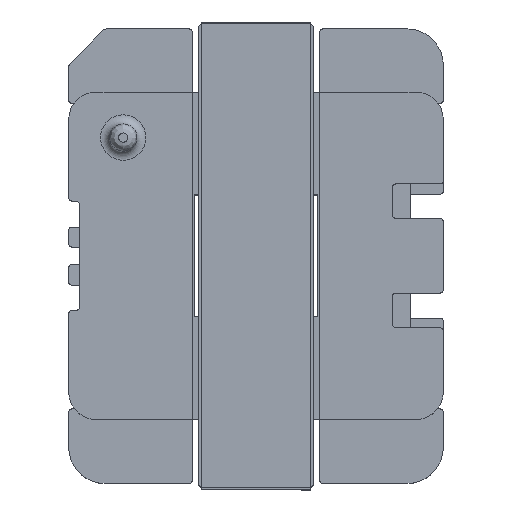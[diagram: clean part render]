
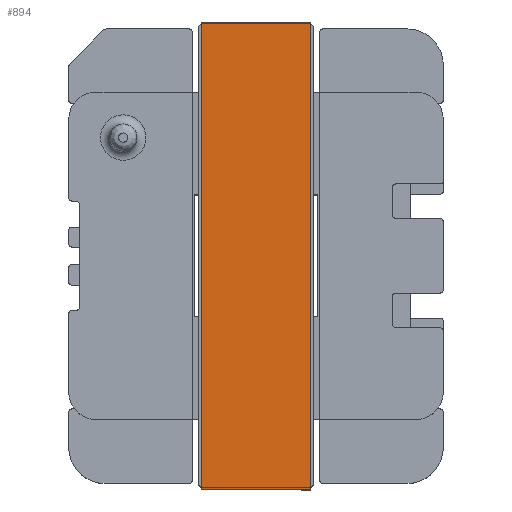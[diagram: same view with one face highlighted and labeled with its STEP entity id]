
A CAD part, top view. The second image highlights one B-rep face of the part: STEP entity #894.
In plain terms, the highlighted planar face has unit normal (0, 0, 1).
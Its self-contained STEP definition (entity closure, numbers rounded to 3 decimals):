
#894=ADVANCED_FACE('',(#1310),#1054,.F.);
#1054=PLANE('',#5941);
#1310=FACE_OUTER_BOUND('',#1620,.T.);
#1620=EDGE_LOOP('',(#3108,#3109,#3110,#3111));
#3108=ORIENTED_EDGE('',*,*,#4392,.T.);
#3109=ORIENTED_EDGE('',*,*,#4385,.F.);
#3110=ORIENTED_EDGE('',*,*,#4393,.F.);
#3111=ORIENTED_EDGE('',*,*,#4390,.T.);
#3635=VERTEX_POINT('',#9084);
#3638=VERTEX_POINT('',#9089);
#3641=VERTEX_POINT('',#9099);
#3642=VERTEX_POINT('',#9101);
#4385=EDGE_CURVE('',#3638,#3635,#4901,.T.);
#4390=EDGE_CURVE('',#3642,#3641,#4906,.T.);
#4392=EDGE_CURVE('',#3641,#3635,#4908,.T.);
#4393=EDGE_CURVE('',#3642,#3638,#4909,.T.);
#4901=LINE('',#9090,#5417);
#4906=LINE('',#9100,#5422);
#4908=LINE('',#9104,#5424);
#4909=LINE('',#9105,#5425);
#5417=VECTOR('',#7485,1.);
#5422=VECTOR('',#7494,1.);
#5424=VECTOR('',#7498,1.);
#5425=VECTOR('',#7499,1.);
#5941=AXIS2_PLACEMENT_3D('',#9106,#7500,#7501);
#7485=DIRECTION('',(0.,1.,0.));
#7494=DIRECTION('',(0.,1.,0.));
#7498=DIRECTION('',(-1.,0.,0.));
#7499=DIRECTION('',(-1.,0.,0.));
#7500=DIRECTION('',(0.,0.,-1.));
#7501=DIRECTION('',(-1.,0.,0.));
#9084=CARTESIAN_POINT('',(-0.1,0.,20.1));
#9089=CARTESIAN_POINT('',(-0.1,-6.,20.1));
#9090=CARTESIAN_POINT('',(-0.1,-6.,20.1));
#9099=CARTESIAN_POINT('',(25.6,0.,20.1));
#9100=CARTESIAN_POINT('',(25.6,-6.,20.1));
#9101=CARTESIAN_POINT('',(25.6,-6.,20.1));
#9104=CARTESIAN_POINT('',(25.6,0.,20.1));
#9105=CARTESIAN_POINT('',(25.6,-6.,20.1));
#9106=CARTESIAN_POINT('',(25.6,-6.,20.1));
